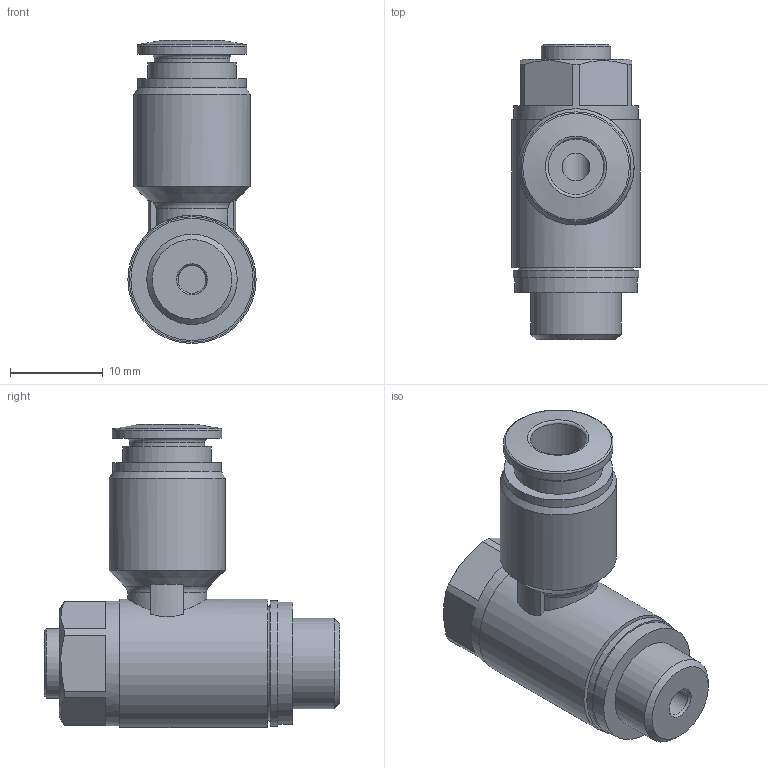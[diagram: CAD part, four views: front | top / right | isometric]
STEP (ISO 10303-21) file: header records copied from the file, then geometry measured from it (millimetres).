
FILE_DESCRIPTION( ( 'STEP AP214' ), ' ' );
FILE_NAME( '193144_GRLA-1_8-QS-6-D.stp', '2018-03-02T09:41:10', ( '' ), ( '' ), ' ', 'PARTsolutions', ' ' );
FILE_SCHEMA( ( 'AUTOMOTIVE_DESIGN { 1 0 10303 214 1 1 1 1 }' ) );
Length unit declared in the file: millimetre
Products named in the file (1): HI_193144 GRLA-1/8-QS-6-D
Bounding box: 13.8 x 31.75 x 32.6 mm (x, y, z)
Volume: 5294 mm3; surface area: 3085.2 mm2
Topology: 1 solids, 1 shells, 69 faces, 151 edges, 96 vertices
Faces by surface type: plane 34, cylinder 19, cone 10, torus 6
Full cylindrical faces by diameter (mm): 3 x2, 6 x1, 6.3 x1, 7.5 x1, 8.1 x1, 9.5 x1, 9.728 x1, 11.7 x1, 11.8 x1, 12.5 x1, 13.15 x1, 13.4 x1, 13.5 x1, 13.8 x1
Entity records: 2422 total; most frequent: CARTESIAN_POINT 448, DIRECTION 304, ORIENTED_EDGE 238, AXIS2_PLACEMENT_3D 137, EDGE_CURVE 119, EDGE_LOOP 112, VERTEX_POINT 93, FACE_OUTER_BOUND 88
